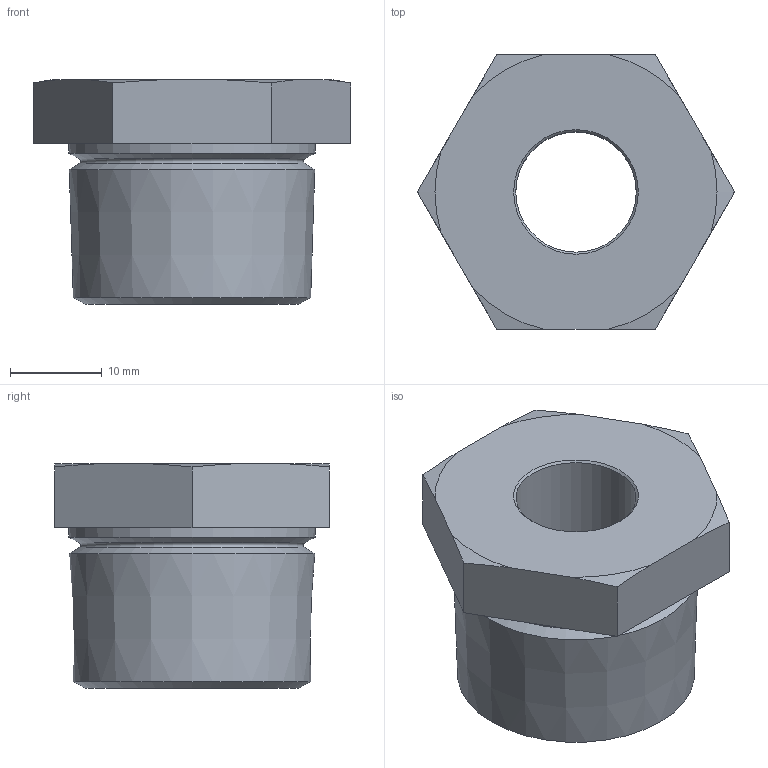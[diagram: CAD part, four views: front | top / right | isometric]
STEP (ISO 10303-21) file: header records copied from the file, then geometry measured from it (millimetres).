
FILE_DESCRIPTION (( 'STEP AP214' ), '1' );
FILE_NAME ('11-0211-07_OSTP.step', '2020-11-05T15:05:13', ( '' ), ( '' ), 'SwSTEP 2.0', 'SolidWorks 2010', '' );
FILE_SCHEMA (( 'AUTOMOTIVE_DESIGN' ));
Length unit declared in the file: millimetre
Products named in the file (1): 11-0211-07_OSTP
Bounding box: 34.64 x 30 x 24.5 mm (x, y, z)
Volume: 11573.6 mm3; surface area: 4480.1 mm2
Topology: 1 solids, 1 shells, 24 faces, 56 edges, 35 vertices
Faces by surface type: cone 13, plane 9, cylinder 1, torus 1
Full cylindrical faces by diameter (mm): 13.157 x1
Entity records: 686 total; most frequent: CARTESIAN_POINT 143, DIRECTION 102, ORIENTED_EDGE 94, EDGE_CURVE 47, AXIS2_PLACEMENT_3D 42, EDGE_LOOP 36, VERTEX_POINT 35, FACE_OUTER_BOUND 26
